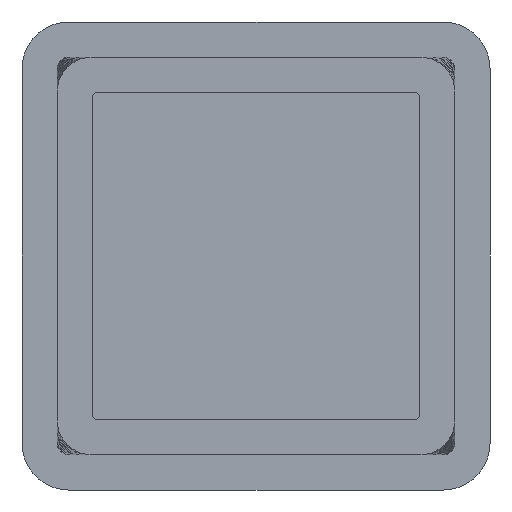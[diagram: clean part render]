
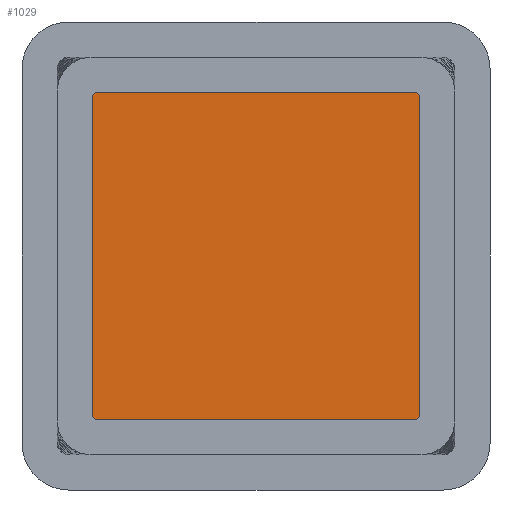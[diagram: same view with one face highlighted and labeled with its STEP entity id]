
A CAD part, front view. The second image highlights one B-rep face of the part: STEP entity #1029.
In plain terms, the highlighted planar face has unit normal (0, -1, 0).
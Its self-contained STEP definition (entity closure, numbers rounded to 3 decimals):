
#24 = ORIENTED_EDGE ( 'NONE', *, *, #376, .F. ) ;
#27 = VECTOR ( 'NONE', #762, 1000. ) ;
#67 = ORIENTED_EDGE ( 'NONE', *, *, #529, .F. ) ;
#101 = EDGE_CURVE ( 'NONE', #960, #1201, #780, .T. ) ;
#104 = ORIENTED_EDGE ( 'NONE', *, *, #320, .F. ) ;
#106 = AXIS2_PLACEMENT_3D ( 'NONE', #408, #1074, #806 ) ;
#139 = CIRCLE ( 'NONE', #685, 0.25 ) ;
#166 = DIRECTION ( 'NONE',  ( 0., -1., 0. ) ) ;
#239 = LINE ( 'NONE', #517, #1003 ) ;
#270 = ORIENTED_EDGE ( 'NONE', *, *, #578, .T. ) ;
#277 = CARTESIAN_POINT ( 'NONE',  ( 6.75, 20., 7. ) ) ;
#289 = ORIENTED_EDGE ( 'NONE', *, *, #412, .T. ) ;
#296 = CARTESIAN_POINT ( 'NONE',  ( -7., 20., -7. ) ) ;
#306 = DIRECTION ( 'NONE',  ( 0., 1., 0. ) ) ;
#320 = EDGE_CURVE ( 'NONE', #772, #527, #360, .T. ) ;
#345 = CARTESIAN_POINT ( 'NONE',  ( 6.75, 20., -6.75 ) ) ;
#360 = LINE ( 'NONE', #624, #1202 ) ;
#376 = EDGE_CURVE ( 'NONE', #416, #998, #538, .T. ) ;
#398 = AXIS2_PLACEMENT_3D ( 'NONE', #345, #730, #723 ) ;
#400 = FACE_OUTER_BOUND ( 'NONE', #642, .T. ) ;
#408 = CARTESIAN_POINT ( 'NONE',  ( -6.75, 20., 6.75 ) ) ;
#412 = EDGE_CURVE ( 'NONE', #772, #1201, #139, .T. ) ;
#416 = VERTEX_POINT ( 'NONE', #753 ) ;
#422 = CIRCLE ( 'NONE', #1125, 0.25 ) ;
#428 = CARTESIAN_POINT ( 'NONE',  ( -6.75, 20., 7. ) ) ;
#444 = VERTEX_POINT ( 'NONE', #277 ) ;
#465 = VERTEX_POINT ( 'NONE', #428 ) ;
#517 = CARTESIAN_POINT ( 'NONE',  ( -7., 20., 7. ) ) ;
#521 = ORIENTED_EDGE ( 'NONE', *, *, #101, .F. ) ;
#527 = VERTEX_POINT ( 'NONE', #889 ) ;
#529 = EDGE_CURVE ( 'NONE', #465, #444, #239, .T. ) ;
#538 = LINE ( 'NONE', #825, #1098 ) ;
#553 = DIRECTION ( 'NONE',  ( 0., 0., 1. ) ) ;
#578 = EDGE_CURVE ( 'NONE', #416, #444, #422, .T. ) ;
#587 = AXIS2_PLACEMENT_3D ( 'NONE', #1249, #306, #1064 ) ;
#619 = ORIENTED_EDGE ( 'NONE', *, *, #1217, .T. ) ;
#624 = CARTESIAN_POINT ( 'NONE',  ( -7., 20., -7. ) ) ;
#635 = CARTESIAN_POINT ( 'NONE',  ( -6.75, 20., -7. ) ) ;
#642 = EDGE_LOOP ( 'NONE', ( #24, #270, #67, #934, #104, #289, #521, #619 ) ) ;
#645 = DIRECTION ( 'NONE',  ( 0., 0., 1. ) ) ;
#685 = AXIS2_PLACEMENT_3D ( 'NONE', #1238, #1134, #1046 ) ;
#720 = CARTESIAN_POINT ( 'NONE',  ( 6.75, 20., 6.75 ) ) ;
#723 = DIRECTION ( 'NONE',  ( 0., 0., 1. ) ) ;
#730 = DIRECTION ( 'NONE',  ( 0., -1., 0. ) ) ;
#753 = CARTESIAN_POINT ( 'NONE',  ( 7., 20., 6.75 ) ) ;
#762 = DIRECTION ( 'NONE',  ( -1., 0., 0. ) ) ;
#772 = VERTEX_POINT ( 'NONE', #854 ) ;
#773 = CARTESIAN_POINT ( 'NONE',  ( 7., 20., -6.75 ) ) ;
#780 = LINE ( 'NONE', #296, #27 ) ;
#783 = PLANE ( 'NONE',  #587 ) ;
#806 = DIRECTION ( 'NONE',  ( 0., 0., 1. ) ) ;
#825 = CARTESIAN_POINT ( 'NONE',  ( 7., 20., -7. ) ) ;
#854 = CARTESIAN_POINT ( 'NONE',  ( -7., 20., -6.75 ) ) ;
#881 = CIRCLE ( 'NONE', #398, 0.25 ) ;
#889 = CARTESIAN_POINT ( 'NONE',  ( -7., 20., 6.75 ) ) ;
#934 = ORIENTED_EDGE ( 'NONE', *, *, #1116, .T. ) ;
#960 = VERTEX_POINT ( 'NONE', #1224 ) ;
#985 = DIRECTION ( 'NONE',  ( 1., 0., 0. ) ) ;
#998 = VERTEX_POINT ( 'NONE', #773 ) ;
#1003 = VECTOR ( 'NONE', #985, 1000. ) ;
#1029 = ADVANCED_FACE ( 'NONE', ( #400 ), #783, .F. ) ;
#1046 = DIRECTION ( 'NONE',  ( 0., 0., 1. ) ) ;
#1064 = DIRECTION ( 'NONE',  ( 0., 0., 1. ) ) ;
#1074 = DIRECTION ( 'NONE',  ( 0., -1., 0. ) ) ;
#1098 = VECTOR ( 'NONE', #1205, 1000. ) ;
#1116 = EDGE_CURVE ( 'NONE', #465, #527, #1128, .T. ) ;
#1125 = AXIS2_PLACEMENT_3D ( 'NONE', #720, #166, #645 ) ;
#1128 = CIRCLE ( 'NONE', #106, 0.25 ) ;
#1134 = DIRECTION ( 'NONE',  ( 0., -1., 0. ) ) ;
#1201 = VERTEX_POINT ( 'NONE', #635 ) ;
#1202 = VECTOR ( 'NONE', #553, 1000. ) ;
#1205 = DIRECTION ( 'NONE',  ( 0., 0., -1. ) ) ;
#1217 = EDGE_CURVE ( 'NONE', #960, #998, #881, .T. ) ;
#1224 = CARTESIAN_POINT ( 'NONE',  ( 6.75, 20., -7. ) ) ;
#1238 = CARTESIAN_POINT ( 'NONE',  ( -6.75, 20., -6.75 ) ) ;
#1249 = CARTESIAN_POINT ( 'NONE',  ( 0., 20., 0. ) ) ;
